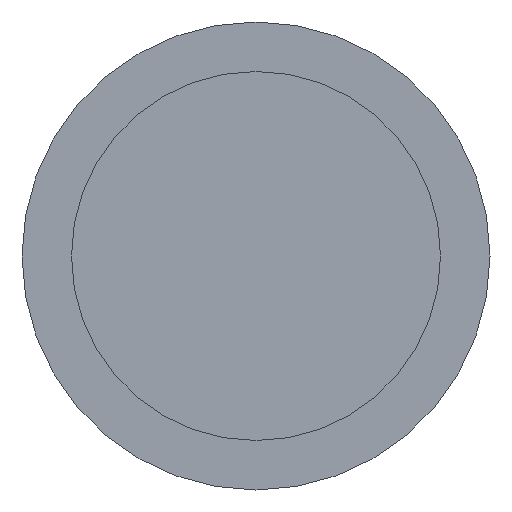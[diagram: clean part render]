
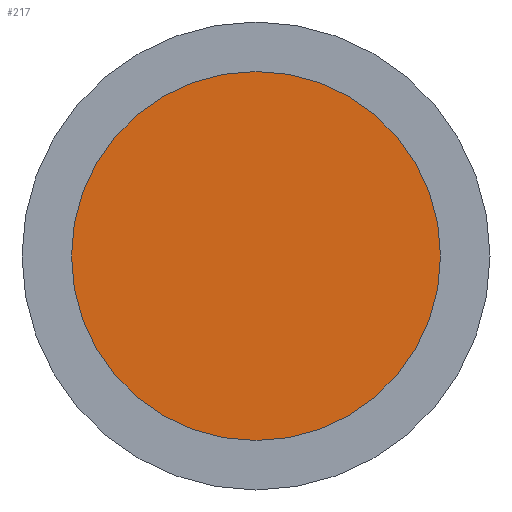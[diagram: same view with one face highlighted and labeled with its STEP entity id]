
A CAD part, left-side view. The second image highlights one B-rep face of the part: STEP entity #217.
In plain terms, the highlighted planar face has unit normal (-1, 0, 0).
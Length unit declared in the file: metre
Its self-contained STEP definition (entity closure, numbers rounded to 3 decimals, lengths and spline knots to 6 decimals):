
#36 = AXIS2_PLACEMENT_3D ( 'NONE', #112, #109, #106 ) ;
#52 = EDGE_CURVE ( 'NONE', #513, #479, #238, .T. ) ;
#80 = AXIS2_PLACEMENT_3D ( 'NONE', #417, #296, #260 ) ;
#106 = DIRECTION ( 'NONE',  ( 0., 0., 1. ) ) ;
#109 = DIRECTION ( 'NONE',  ( -1., 0., 0. ) ) ;
#112 = CARTESIAN_POINT ( 'NONE',  ( -0.0397, 0., 0. ) ) ;
#217 = ADVANCED_FACE ( 'NONE', ( #326 ), #426, .F. ) ;
#238 = CIRCLE ( 'NONE', #36, 0.01025 ) ;
#253 = DIRECTION ( 'NONE',  ( 0., 0., 1. ) ) ;
#260 = DIRECTION ( 'NONE',  ( 0., 0., -1. ) ) ;
#289 = DIRECTION ( 'NONE',  ( -1., 0., 0. ) ) ;
#293 = CARTESIAN_POINT ( 'NONE',  ( -0.0397, 0., 0. ) ) ;
#296 = DIRECTION ( 'NONE',  ( 1., 0., 0. ) ) ;
#317 = ORIENTED_EDGE ( 'NONE', *, *, #52, .T. ) ;
#326 = FACE_OUTER_BOUND ( 'NONE', #447, .T. ) ;
#370 = CARTESIAN_POINT ( 'NONE',  ( -0.0397, 0., -0.01025 ) ) ;
#417 = CARTESIAN_POINT ( 'NONE',  ( -0.0397, 0., 0. ) ) ;
#426 = PLANE ( 'NONE',  #80 ) ;
#447 = EDGE_LOOP ( 'NONE', ( #317, #620 ) ) ;
#479 = VERTEX_POINT ( 'NONE', #370 ) ;
#513 = VERTEX_POINT ( 'NONE', #653 ) ;
#558 = EDGE_CURVE ( 'NONE', #479, #513, #818, .T. ) ;
#620 = ORIENTED_EDGE ( 'NONE', *, *, #558, .T. ) ;
#653 = CARTESIAN_POINT ( 'NONE',  ( -0.0397, 0., 0.01025 ) ) ;
#695 = AXIS2_PLACEMENT_3D ( 'NONE', #293, #289, #253 ) ;
#818 = CIRCLE ( 'NONE', #695, 0.01025 ) ;
